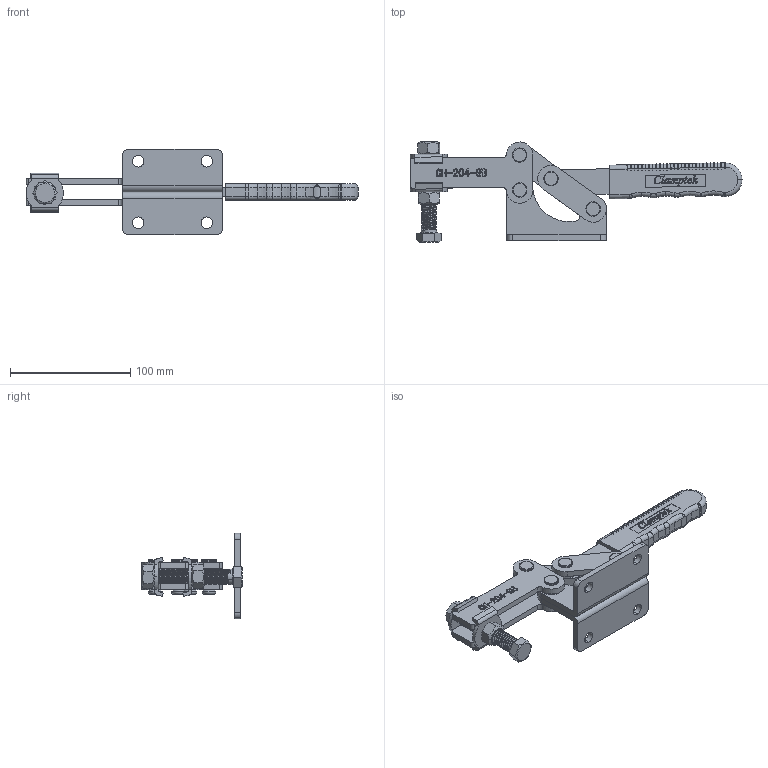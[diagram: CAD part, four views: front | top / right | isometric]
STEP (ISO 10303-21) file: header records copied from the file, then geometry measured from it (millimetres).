
FILE_DESCRIPTION (( 'STEP AP203' ), '1' );
FILE_NAME ('CH-204-GB.STEP', '2010-06-04T01:47:26', ( '·L?¥Î?' ), ( '·L?¤¤?' ), 'SwSTEP 2.0', 'SolidWorks 2005179', '' );
FILE_SCHEMA (( 'CONFIG_CONTROL_DESIGN' ));
Products named in the file (12): FW120(2)_??; 204-GB-07_??; 204-GB-04_??; CH-204-GB; CH-FC-12130_??; CH-FC-12300-01_??; 204-GB-06_??; 204-GB-03_??; 204-GB-02_??; 204-GB-05_??; 204-GB-01_??; 204-GB-08_??
Assembly tree (23 placements, depth 2):
  CH-204-GB
    204-GB-06_??  x4
    CH-FC-12300-01_??  x2
    204-GB-05_??  x4
    204-GB-01_??
    204-GB-08_??  x4
    FW120(2)_??  x2
    204-GB-04_??  x2
    204-GB-02_??
    204-GB-07_??
    204-GB-03_??
    CH-FC-12130_??
Bounding box: 275.67 x 83.56 x 71 mm (x, y, z)
Volume: 173105.6 mm3; surface area: 93361.1 mm2
Topology: 25 solids, 25 shells, 1573 faces, 4111 edges, 2642 vertices
Faces by surface type: plane 538, cylinder 448, bspline 442, torus 106, cone 33, sphere 6
Entity records: 78317 total; most frequent: CARTESIAN_POINT 44232, ORIENTED_EDGE 7568, DIRECTION 5432, EDGE_CURVE 3784, VERTEX_POINT 2434, VECTOR 1998, LINE 1998, AXIS2_PLACEMENT_3D 1717
